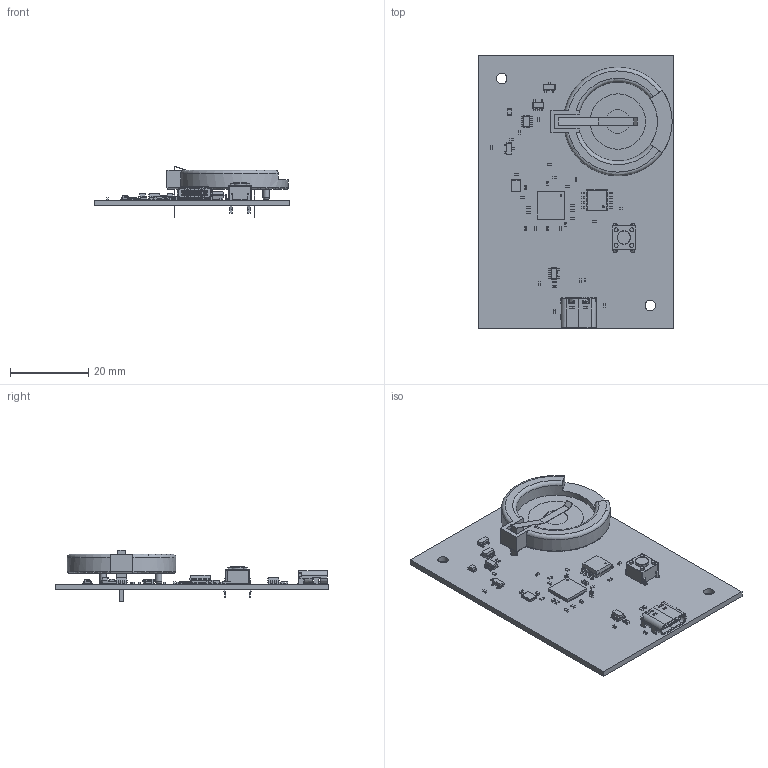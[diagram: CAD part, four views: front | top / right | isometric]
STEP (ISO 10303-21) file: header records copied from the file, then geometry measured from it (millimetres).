
FILE_DESCRIPTION(('KiCad electronic assembly'),'2;1');
FILE_NAME('TimeCapsule.step','2025-07-31T15:22:23',('Pcbnew'),('Kicad'), 'Open CASCADE STEP processor 7.8','KiCad to STEP converter','Unknown' );
FILE_SCHEMA(('AUTOMOTIVE_DESIGN { 1 0 10303 214 1 1 1 1 }'));
Length unit declared in the file: millimetre
Products named in the file (14): TimeCapsule 1; R_0402_1005Metric; C_0402_1005Metric; SOT-23-6; QFN-56-1EP_7x7mm_P0.4mm_EP3.2x3.2mm; SW_PUSH_6mm; SOIC-8_5.3x5.3mm_P1.27mm; SOT-23-5; SOT-23; BatteryHolder_Keystone_106_1x20mm; LED_0805_2012Metric; Crystal_SMD_3225-4Pin_3.2x2.5mm; USB_C_Receptacle_GCT_USB4105-xx-A_16P_TopMnt_Horizontal; TimeCapsule_PCB
Assembly tree (44 placements, depth 2):
  TimeCapsule 1
    R_0402_1005Metric  x13
    C_0402_1005Metric  x18
    SOT-23-6
    QFN-56-1EP_7x7mm_P0.4mm_EP3.2x3.2mm
    SW_PUSH_6mm
    SOIC-8_5.3x5.3mm_P1.27mm
    SOT-23-5  x2
    SOT-23  x2
    BatteryHolder_Keystone_106_1x20mm
    LED_0805_2012Metric
    Crystal_SMD_3225-4Pin_3.2x2.5mm
    USB_C_Receptacle_GCT_USB4105-xx-A_16P_TopMnt_Horizontal
    TimeCapsule_PCB
Bounding box: 50 x 70 x 13.25 mm (x, y, z)
Volume: 7269.5 mm3; surface area: 10721.2 mm2
Topology: 79 solids, 79 shells, 2753 faces, 7162 edges, 4612 vertices
Faces by surface type: plane 1911, cylinder 674, bspline 150, torus 10, cone 8
Full cylindrical faces by diameter (mm): 0.4 x1, 0.5 x2, 0.65 x2, 1 x4, 1.1 x4, 1.5 x2, 1.57 x3, 2.7 x2, 3.5 x1, 6.066 x1, 14.154 x1
Entity records: 67937 total; most frequent: CARTESIAN_POINT 10086, ORIENTED_EDGE 9329, DIRECTION 8713, EDGE_CURVE 4665, LINE 3827, VECTOR 3827, VERTEX_POINT 2992, AXIS2_PLACEMENT_3D 2443
